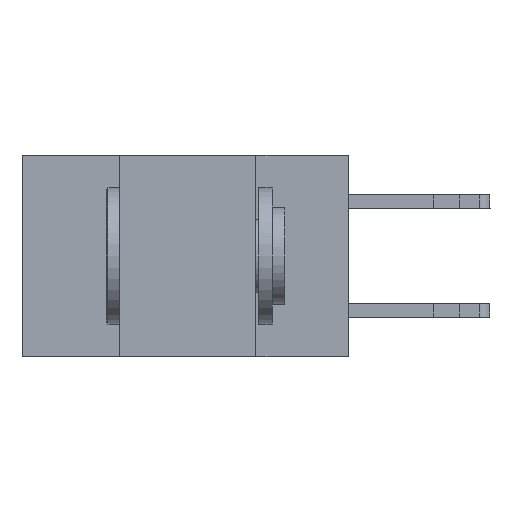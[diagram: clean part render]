
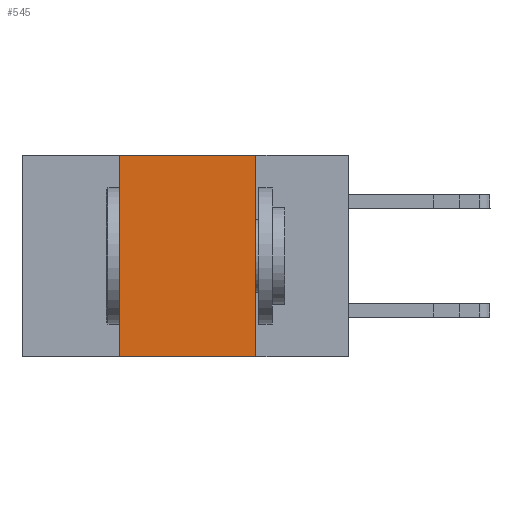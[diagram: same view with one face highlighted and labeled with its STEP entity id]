
A CAD part, left-side view. The second image highlights one B-rep face of the part: STEP entity #545.
In plain terms, the highlighted planar face has unit normal (-1, 0, 0).
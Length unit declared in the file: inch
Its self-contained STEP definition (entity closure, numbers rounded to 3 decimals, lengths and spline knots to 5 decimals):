
#143 = DIRECTION ( 'NONE',  ( 0., 0., -1. ) ) ;
#545 = ADVANCED_FACE ( 'NONE', ( #5674 ), #10297, .F. ) ;
#681 = EDGE_CURVE ( 'NONE', #13004, #9103, #1526, .T. ) ;
#790 = DIRECTION ( 'NONE',  ( 0., 0., 1. ) ) ;
#1526 = LINE ( 'NONE', #6130, #6519 ) ;
#1972 = DIRECTION ( 'NONE',  ( 0., -1., 0. ) ) ;
#2174 = AXIS2_PLACEMENT_3D ( 'NONE', #4535, #9155, #3420 ) ;
#2519 = ORIENTED_EDGE ( 'NONE', *, *, #681, .T. ) ;
#2717 = VERTEX_POINT ( 'NONE', #3000 ) ;
#2830 = VERTEX_POINT ( 'NONE', #9261 ) ;
#3000 = CARTESIAN_POINT ( 'NONE',  ( 0., 0.17, 0. ) ) ;
#3125 = EDGE_CURVE ( 'NONE', #2830, #2717, #8866, .T. ) ;
#3420 = DIRECTION ( 'NONE',  ( 0., 0., -1. ) ) ;
#3536 = CARTESIAN_POINT ( 'NONE',  ( 0., 0.17, -0.37 ) ) ;
#4248 = CARTESIAN_POINT ( 'NONE',  ( 0., 0.42, -0.37 ) ) ;
#4535 = CARTESIAN_POINT ( 'NONE',  ( 0., 0.6, 0. ) ) ;
#5269 = VECTOR ( 'NONE', #790, 39.37008 ) ;
#5654 = LINE ( 'NONE', #3536, #13426 ) ;
#5674 = FACE_OUTER_BOUND ( 'NONE', #12471, .T. ) ;
#6130 = CARTESIAN_POINT ( 'NONE',  ( 0., 0.6, -0.37 ) ) ;
#6313 = DIRECTION ( 'NONE',  ( 0., -1., 0. ) ) ;
#6519 = VECTOR ( 'NONE', #1972, 39.37008 ) ;
#6927 = VECTOR ( 'NONE', #6313, 39.37008 ) ;
#7593 = CARTESIAN_POINT ( 'NONE',  ( 0., 0.6, 0. ) ) ;
#8866 = LINE ( 'NONE', #7593, #6927 ) ;
#9103 = VERTEX_POINT ( 'NONE', #13066 ) ;
#9155 = DIRECTION ( 'NONE',  ( 1., 0., 0. ) ) ;
#9261 = CARTESIAN_POINT ( 'NONE',  ( 0., 0.42, 0. ) ) ;
#9373 = EDGE_CURVE ( 'NONE', #2717, #9103, #5654, .T. ) ;
#10297 = PLANE ( 'NONE',  #2174 ) ;
#11534 = ORIENTED_EDGE ( 'NONE', *, *, #9373, .F. ) ;
#11702 = EDGE_CURVE ( 'NONE', #13004, #2830, #12198, .T. ) ;
#12198 = LINE ( 'NONE', #4248, #5269 ) ;
#12471 = EDGE_LOOP ( 'NONE', ( #11534, #14624, #14362, #2519 ) ) ;
#13004 = VERTEX_POINT ( 'NONE', #13659 ) ;
#13066 = CARTESIAN_POINT ( 'NONE',  ( 0., 0.17, -0.37 ) ) ;
#13426 = VECTOR ( 'NONE', #143, 39.37008 ) ;
#13659 = CARTESIAN_POINT ( 'NONE',  ( 0., 0.42, -0.37 ) ) ;
#14362 = ORIENTED_EDGE ( 'NONE', *, *, #11702, .F. ) ;
#14624 = ORIENTED_EDGE ( 'NONE', *, *, #3125, .F. ) ;
